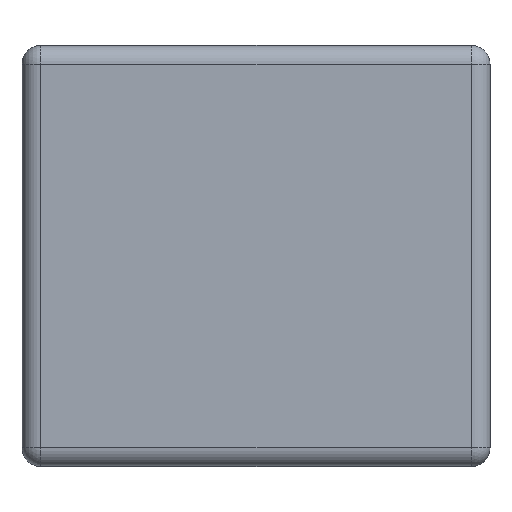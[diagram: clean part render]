
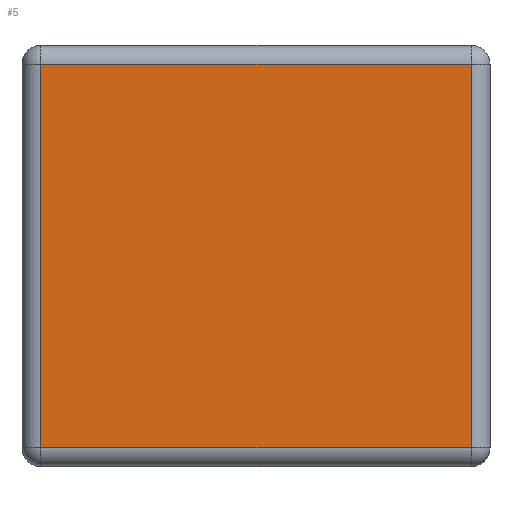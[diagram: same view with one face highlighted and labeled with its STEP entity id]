
A CAD part, left-side view. The second image highlights one B-rep face of the part: STEP entity #5.
In plain terms, the highlighted planar face has unit normal (-1, 0, 0).
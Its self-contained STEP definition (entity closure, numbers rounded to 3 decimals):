
#5 = ADVANCED_FACE ( 'NONE', ( #1092 ), #521, .F. ) ;
#10 = ORIENTED_EDGE ( 'NONE', *, *, #717, .T. ) ;
#24 = DIRECTION ( 'NONE',  ( 0., 0., -1. ) ) ;
#50 = CARTESIAN_POINT ( 'NONE',  ( -1.6, 1.92, -0.9 ) ) ;
#61 = CARTESIAN_POINT ( 'NONE',  ( -1.6, 0.08, -0.9 ) ) ;
#150 = CARTESIAN_POINT ( 'NONE',  ( -1.6, 1.92, 0.82 ) ) ;
#156 = CARTESIAN_POINT ( 'NONE',  ( -1.6, 0.08, -0.82 ) ) ;
#247 = ORIENTED_EDGE ( 'NONE', *, *, #466, .T. ) ;
#290 = CARTESIAN_POINT ( 'NONE',  ( -1.6, 1.92, -0.82 ) ) ;
#300 = LINE ( 'NONE', #61, #823 ) ;
#352 = EDGE_CURVE ( 'NONE', #802, #768, #1041, .T. ) ;
#375 = LINE ( 'NONE', #50, #887 ) ;
#443 = VERTEX_POINT ( 'NONE', #629 ) ;
#464 = DIRECTION ( 'NONE',  ( 0., 0., 1. ) ) ;
#466 = EDGE_CURVE ( 'NONE', #443, #646, #784, .T. ) ;
#471 = DIRECTION ( 'NONE',  ( 0., -1., 0. ) ) ;
#509 = DIRECTION ( 'NONE',  ( 1., 0., 0. ) ) ;
#521 = PLANE ( 'NONE',  #960 ) ;
#522 = DIRECTION ( 'NONE',  ( 0., 1., 0. ) ) ;
#589 = CARTESIAN_POINT ( 'NONE',  ( -1.6, 2., -0.82 ) ) ;
#627 = EDGE_CURVE ( 'NONE', #646, #802, #375, .T. ) ;
#629 = CARTESIAN_POINT ( 'NONE',  ( -1.6, 0.08, 0.82 ) ) ;
#646 = VERTEX_POINT ( 'NONE', #150 ) ;
#717 = EDGE_CURVE ( 'NONE', #768, #443, #300, .T. ) ;
#768 = VERTEX_POINT ( 'NONE', #156 ) ;
#784 = LINE ( 'NONE', #1097, #872 ) ;
#802 = VERTEX_POINT ( 'NONE', #290 ) ;
#823 = VECTOR ( 'NONE', #464, 1000. ) ;
#831 = ORIENTED_EDGE ( 'NONE', *, *, #627, .T. ) ;
#837 = DIRECTION ( 'NONE',  ( 0., 0., -1. ) ) ;
#872 = VECTOR ( 'NONE', #522, 1000. ) ;
#887 = VECTOR ( 'NONE', #837, 1000. ) ;
#933 = EDGE_LOOP ( 'NONE', ( #831, #1256, #10, #247 ) ) ;
#960 = AXIS2_PLACEMENT_3D ( 'NONE', #1099, #509, #24 ) ;
#1004 = VECTOR ( 'NONE', #471, 1000. ) ;
#1041 = LINE ( 'NONE', #589, #1004 ) ;
#1092 = FACE_OUTER_BOUND ( 'NONE', #933, .T. ) ;
#1097 = CARTESIAN_POINT ( 'NONE',  ( -1.6, 2., 0.82 ) ) ;
#1099 = CARTESIAN_POINT ( 'NONE',  ( -1.6, 2., -0.9 ) ) ;
#1256 = ORIENTED_EDGE ( 'NONE', *, *, #352, .T. ) ;
